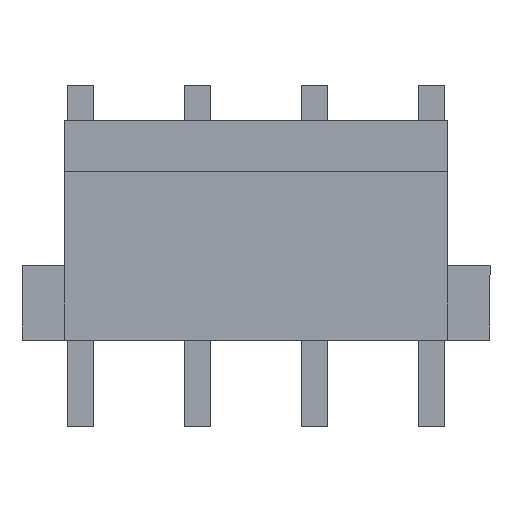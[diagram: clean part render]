
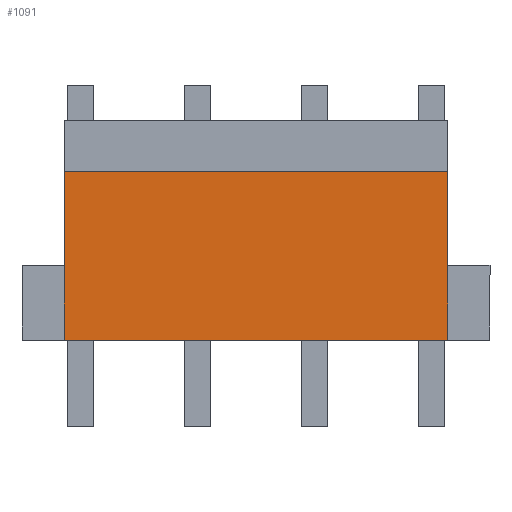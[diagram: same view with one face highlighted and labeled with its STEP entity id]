
A CAD part, top view. The second image highlights one B-rep face of the part: STEP entity #1091.
In plain terms, the highlighted planar face has unit normal (0, 0, 1).
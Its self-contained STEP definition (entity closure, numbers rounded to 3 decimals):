
#751 = CARTESIAN_POINT ( 'NONE',  ( -8.2, 0., 4.7 ) ) ;
#952 = VERTEX_POINT ( 'NONE', #1570 ) ;
#958 = EDGE_CURVE ( 'NONE', #952, #2348, #1621, .T. ) ;
#1048 = ORIENTED_EDGE ( 'NONE', *, *, #1078, .F. ) ;
#1078 = EDGE_CURVE ( 'NONE', #1093, #952, #1893, .T. ) ;
#1080 = ORIENTED_EDGE ( 'NONE', *, *, #1096, .T. ) ;
#1081 = ORIENTED_EDGE ( 'NONE', *, *, #958, .F. ) ;
#1087 = EDGE_LOOP ( 'NONE', ( #1088, #1081, #1048, #1080 ) ) ;
#1088 = ORIENTED_EDGE ( 'NONE', *, *, #1089, .F. ) ;
#1089 = EDGE_CURVE ( 'NONE', #2348, #1092, #1920, .T. ) ;
#1091 = ADVANCED_FACE ( 'NONE', ( #1915 ), #1900, .T. ) ;
#1092 = VERTEX_POINT ( 'NONE', #1947 ) ;
#1093 = VERTEX_POINT ( 'NONE', #1946 ) ;
#1096 = EDGE_CURVE ( 'NONE', #1093, #1092, #1944, .T. ) ;
#1570 = CARTESIAN_POINT ( 'NONE',  ( 8.2, 0., 4.7 ) ) ;
#1618 = DIRECTION ( 'NONE',  ( -1., 0., 0. ) ) ;
#1619 = VECTOR ( 'NONE', #1618, 1000. ) ;
#1620 = CARTESIAN_POINT ( 'NONE',  ( 10., 0., 4.7 ) ) ;
#1621 = LINE ( 'NONE', #1620, #1619 ) ;
#1889 = DIRECTION ( 'NONE',  ( 0., -1., 0. ) ) ;
#1890 = VECTOR ( 'NONE', #1889, 1000. ) ;
#1891 = CARTESIAN_POINT ( 'NONE',  ( 8.2, 0., 4.7 ) ) ;
#1893 = LINE ( 'NONE', #1891, #1890 ) ;
#1898 = CARTESIAN_POINT ( 'NONE',  ( 10., 0., 4.7 ) ) ;
#1899 = AXIS2_PLACEMENT_3D ( 'NONE', #1898, #1949, #1948 ) ;
#1900 = PLANE ( 'NONE',  #1899 ) ;
#1915 = FACE_OUTER_BOUND ( 'NONE', #1087, .T. ) ;
#1916 = DIRECTION ( 'NONE',  ( 0., 1., 0. ) ) ;
#1917 = VECTOR ( 'NONE', #1916, 1000. ) ;
#1918 = CARTESIAN_POINT ( 'NONE',  ( -8.2, 0., 4.7 ) ) ;
#1920 = LINE ( 'NONE', #1918, #1917 ) ;
#1941 = DIRECTION ( 'NONE',  ( -1., 0., 0. ) ) ;
#1942 = VECTOR ( 'NONE', #1941, 1000. ) ;
#1943 = CARTESIAN_POINT ( 'NONE',  ( 10., 7.2, 4.7 ) ) ;
#1944 = LINE ( 'NONE', #1943, #1942 ) ;
#1946 = CARTESIAN_POINT ( 'NONE',  ( 8.2, 7.2, 4.7 ) ) ;
#1947 = CARTESIAN_POINT ( 'NONE',  ( -8.2, 7.2, 4.7 ) ) ;
#1948 = DIRECTION ( 'NONE',  ( -1., 0., 0. ) ) ;
#1949 = DIRECTION ( 'NONE',  ( 0., 0., 1. ) ) ;
#2348 = VERTEX_POINT ( 'NONE', #751 ) ;
